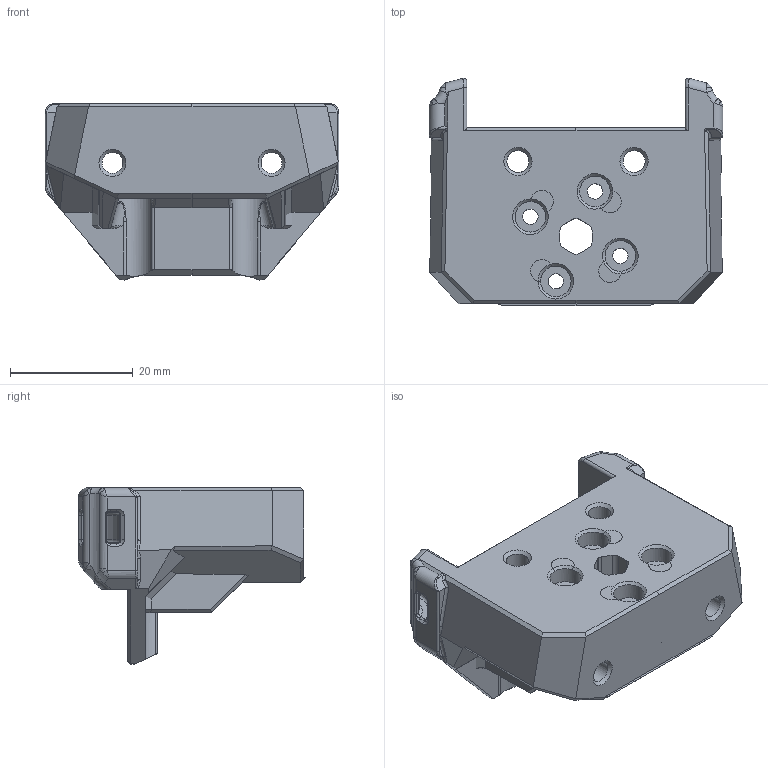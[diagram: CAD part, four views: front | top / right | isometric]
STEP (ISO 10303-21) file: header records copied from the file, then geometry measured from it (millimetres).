
FILE_DESCRIPTION(/* description */ (''),/* implementation_level */ '2;1');
FILE_NAME(/* name */ 'Adapter_BMO.step',/* time_stamp */ '2022-03-08T15:47:07+01:00',/* author */ (''),/* organization */ (''),/* preprocessor_version */ 'ST-DEVELOPER v18.1',/* originating_system */ 'Autodesk Translation Framework v10.13.0.1454',/* authorisation */ '');
FILE_SCHEMA (('AUTOMOTIVE_DESIGN { 1 0 10303 214 3 1 1 }'));
Length unit declared in the file: millimetre
Products named in the file (2): Adapter_BMO; Hardware (1)
Assembly tree (1 placements, depth 2):
  Adapter_BMO
    Hardware (1)
Bounding box: 47.93 x 37.08 x 28.78 mm (x, y, z)
Volume: 20096.2 mm3; surface area: 8490.4 mm2
Topology: 4 solids, 4 shells, 404 faces, 1030 edges, 624 vertices
Faces by surface type: plane 166, bspline 106, cylinder 98, cone 18, torus 14, sphere 2
Full cylindrical faces by diameter (mm): 2.5 x4, 3.4 x2, 3.6 x2, 5 x4, 6 x5
Entity records: 23659 total; most frequent: CARTESIAN_POINT 14384, ORIENTED_EDGE 2036, DIRECTION 1724, EDGE_CURVE 1018, VERTEX_POINT 624, AXIS2_PLACEMENT_3D 607, LINE 510, VECTOR 510
